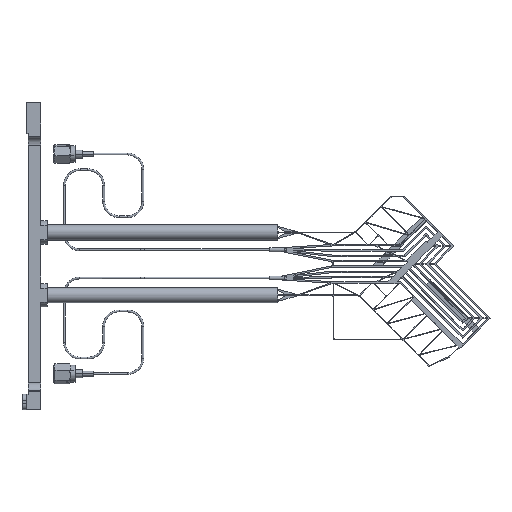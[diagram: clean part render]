
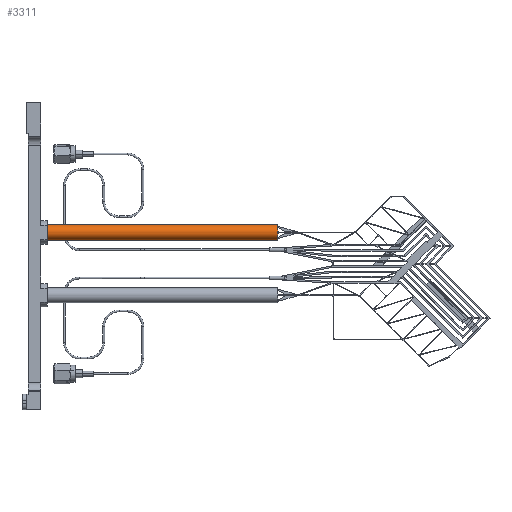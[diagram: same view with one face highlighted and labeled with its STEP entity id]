
A CAD part, top view. The second image highlights one B-rep face of the part: STEP entity #3311.
In plain terms, the highlighted cylindrical face has radius 4.9 mm (diameter 9.8 mm), a full revolution.
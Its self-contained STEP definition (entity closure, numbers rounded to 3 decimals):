
#1137=CYLINDRICAL_SURFACE('',#25696,4.9);
#1800=FACE_BOUND('',#5824,.T.);
#1801=FACE_BOUND('',#5825,.T.);
#2210=CIRCLE('',#25694,4.9);
#2211=CIRCLE('',#25695,4.9);
#3311=ADVANCED_FACE('',(#1800,#1801),#1137,.T.);
#5824=EDGE_LOOP('',(#7658));
#5825=EDGE_LOOP('',(#7659));
#7658=ORIENTED_EDGE('',*,*,#17139,.T.);
#7659=ORIENTED_EDGE('',*,*,#17140,.F.);
#14672=VERTEX_POINT('',#36010);
#14673=VERTEX_POINT('',#36012);
#17139=EDGE_CURVE('',#14672,#14672,#2210,.T.);
#17140=EDGE_CURVE('',#14673,#14673,#2211,.T.);
#25694=AXIS2_PLACEMENT_3D('',#36009,#28499,#28500);
#25695=AXIS2_PLACEMENT_3D('',#36011,#28501,#28502);
#25696=AXIS2_PLACEMENT_3D('',#36013,#28503,#28504);
#28499=DIRECTION('',(0.,0.,-1.));
#28500=DIRECTION('',(1.,0.,0.));
#28501=DIRECTION('',(0.,0.,-1.));
#28502=DIRECTION('',(1.,0.,0.));
#28503=DIRECTION('',(0.,0.,-1.));
#28504=DIRECTION('',(-1.,0.,0.));
#36009=CARTESIAN_POINT('',(0.,0.,157.));
#36010=CARTESIAN_POINT('',(4.9,0.,157.));
#36011=CARTESIAN_POINT('',(0.,0.,0.));
#36012=CARTESIAN_POINT('',(4.9,0.,0.));
#36013=CARTESIAN_POINT('',(0.,0.,157.));
